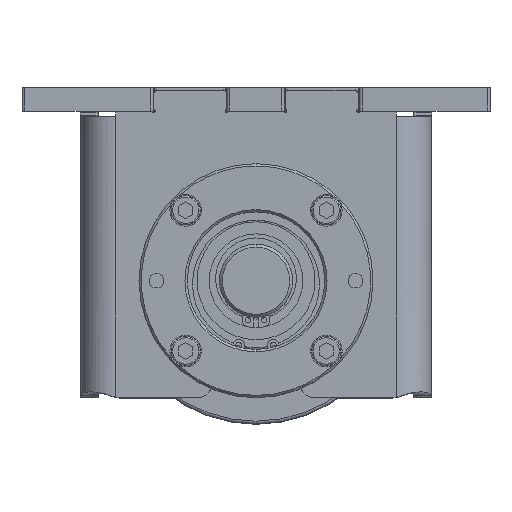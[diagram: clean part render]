
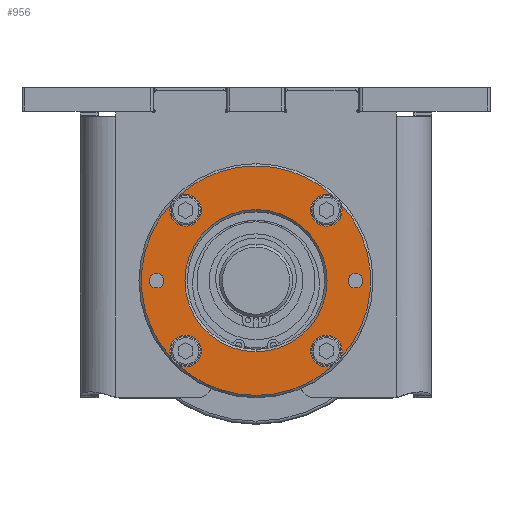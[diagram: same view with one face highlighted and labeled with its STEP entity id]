
A CAD part, top view. The second image highlights one B-rep face of the part: STEP entity #956.
In plain terms, the highlighted planar face has unit normal (0, 0, 1).
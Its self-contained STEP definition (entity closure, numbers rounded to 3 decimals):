
#956=ADVANCED_FACE('',(#2663,#2664,#2665,#2666),#2667,.T.);
#2663=FACE_OUTER_BOUND('',#5234,.T.);
#2664=FACE_BOUND('',#5235,.T.);
#2665=FACE_BOUND('',#5236,.T.);
#2666=FACE_BOUND('',#5237,.T.);
#2667=PLANE('',#5238);
#5234=EDGE_LOOP('',(#8731,#8732,#8733,#8734,#8735,#8736,#8737,#8738,#8739,#8740,#8741,#8742,#8743,#8744,#8745,#8746,#8747,#8748));
#5235=EDGE_LOOP('',(#8749,#8750));
#5236=EDGE_LOOP('',(#8751,#8752));
#5237=EDGE_LOOP('',(#8753,#8754));
#5238=AXIS2_PLACEMENT_3D('',#8755,#8756,#8757);
#8731=ORIENTED_EDGE('',*,*,#15986,.T.);
#8732=ORIENTED_EDGE('',*,*,#15987,.F.);
#8733=ORIENTED_EDGE('',*,*,#15988,.F.);
#8734=ORIENTED_EDGE('',*,*,#15989,.T.);
#8735=ORIENTED_EDGE('',*,*,#15990,.T.);
#8736=ORIENTED_EDGE('',*,*,#15991,.T.);
#8737=ORIENTED_EDGE('',*,*,#15992,.F.);
#8738=ORIENTED_EDGE('',*,*,#15993,.T.);
#8739=ORIENTED_EDGE('',*,*,#15994,.T.);
#8740=ORIENTED_EDGE('',*,*,#15995,.T.);
#8741=ORIENTED_EDGE('',*,*,#15996,.F.);
#8742=ORIENTED_EDGE('',*,*,#15997,.F.);
#8743=ORIENTED_EDGE('',*,*,#15998,.T.);
#8744=ORIENTED_EDGE('',*,*,#15999,.T.);
#8745=ORIENTED_EDGE('',*,*,#16000,.T.);
#8746=ORIENTED_EDGE('',*,*,#16001,.F.);
#8747=ORIENTED_EDGE('',*,*,#16002,.T.);
#8748=ORIENTED_EDGE('',*,*,#16003,.T.);
#8749=ORIENTED_EDGE('',*,*,#16004,.F.);
#8750=ORIENTED_EDGE('',*,*,#15923,.F.);
#8751=ORIENTED_EDGE('',*,*,#16005,.T.);
#8752=ORIENTED_EDGE('',*,*,#16006,.T.);
#8753=ORIENTED_EDGE('',*,*,#15984,.F.);
#8754=ORIENTED_EDGE('',*,*,#15981,.F.);
#8755=CARTESIAN_POINT('',(0.0,-58.0,41.65));
#8756=DIRECTION('',(0.0,0.0,1.0));
#8757=DIRECTION('',(1.0,0.0,0.0));
#15923=EDGE_CURVE('',#19051,#19053,#19054,.T.);
#15981=EDGE_CURVE('',#19156,#19158,#19159,.T.);
#15984=EDGE_CURVE('',#19158,#19156,#19162,.T.);
#15986=EDGE_CURVE('',#19164,#19165,#19166,.T.);
#15987=EDGE_CURVE('',#19167,#19165,#19168,.T.);
#15988=EDGE_CURVE('',#19169,#19167,#19170,.T.);
#15989=EDGE_CURVE('',#19169,#19171,#19172,.T.);
#15990=EDGE_CURVE('',#19171,#19173,#19174,.T.);
#15991=EDGE_CURVE('',#19173,#19175,#19176,.T.);
#15992=EDGE_CURVE('',#19177,#19175,#19178,.T.);
#15993=EDGE_CURVE('',#19177,#19179,#19180,.T.);
#15994=EDGE_CURVE('',#19179,#19181,#19182,.T.);
#15995=EDGE_CURVE('',#19181,#19183,#19184,.T.);
#15996=EDGE_CURVE('',#19185,#19183,#19186,.T.);
#15997=EDGE_CURVE('',#19187,#19185,#19188,.T.);
#15998=EDGE_CURVE('',#19187,#19189,#19190,.T.);
#15999=EDGE_CURVE('',#19189,#19191,#19192,.T.);
#16000=EDGE_CURVE('',#19191,#19193,#19194,.T.);
#16001=EDGE_CURVE('',#19195,#19193,#19196,.T.);
#16002=EDGE_CURVE('',#19195,#19197,#19198,.T.);
#16003=EDGE_CURVE('',#19197,#19164,#19199,.T.);
#16004=EDGE_CURVE('',#19053,#19051,#19200,.T.);
#16005=EDGE_CURVE('',#19201,#19202,#19203,.T.);
#16006=EDGE_CURVE('',#19202,#19201,#19204,.T.);
#19051=VERTEX_POINT('',#23442);
#19053=VERTEX_POINT('',#23445);
#19054=CIRCLE('',#23446,2.5);
#19156=VERTEX_POINT('',#23564);
#19158=VERTEX_POINT('',#23567);
#19159=CIRCLE('',#23568,2.5);
#19162=CIRCLE('',#23572,2.5);
#19164=VERTEX_POINT('',#23574);
#19165=VERTEX_POINT('',#23575);
#19166=CIRCLE('',#23576,5.4);
#19167=VERTEX_POINT('',#23577);
#19168=CIRCLE('',#23578,39.2);
#19169=VERTEX_POINT('',#23579);
#19170=CIRCLE('',#23580,39.2);
#19171=VERTEX_POINT('',#23581);
#19172=CIRCLE('',#23582,5.4);
#19173=VERTEX_POINT('',#23583);
#19174=CIRCLE('',#23584,5.4);
#19175=VERTEX_POINT('',#23585);
#19176=CIRCLE('',#23586,5.4);
#19177=VERTEX_POINT('',#23587);
#19178=CIRCLE('',#23588,39.2);
#19179=VERTEX_POINT('',#23589);
#19180=CIRCLE('',#23590,5.4);
#19181=VERTEX_POINT('',#23591);
#19182=CIRCLE('',#23592,5.4);
#19183=VERTEX_POINT('',#23593);
#19184=CIRCLE('',#23594,5.4);
#19185=VERTEX_POINT('',#23595);
#19186=CIRCLE('',#23596,39.2);
#19187=VERTEX_POINT('',#23597);
#19188=CIRCLE('',#23598,39.2);
#19189=VERTEX_POINT('',#23599);
#19190=CIRCLE('',#23600,5.4);
#19191=VERTEX_POINT('',#23601);
#19192=CIRCLE('',#23602,5.4);
#19193=VERTEX_POINT('',#23603);
#19194=CIRCLE('',#23604,5.4);
#19195=VERTEX_POINT('',#23605);
#19196=CIRCLE('',#23606,39.2);
#19197=VERTEX_POINT('',#23607);
#19198=CIRCLE('',#23608,5.4);
#19199=CIRCLE('',#23609,5.4);
#19200=CIRCLE('',#23610,2.5);
#19201=VERTEX_POINT('',#23611);
#19202=VERTEX_POINT('',#23612);
#19203=CIRCLE('',#23613,24.3);
#19204=CIRCLE('',#23614,24.3);
#23442=CARTESIAN_POINT('',(36.5,-58.0,41.65));
#23445=CARTESIAN_POINT('',(31.5,-58.0,41.65));
#23446=AXIS2_PLACEMENT_3D('',#29185,#29186,#29187);
#23564=CARTESIAN_POINT('',(-36.5,-58.0,41.65));
#23567=CARTESIAN_POINT('',(-31.5,-58.0,41.65));
#23568=AXIS2_PLACEMENT_3D('',#29310,#29311,#29312);
#23572=AXIS2_PLACEMENT_3D('',#29314,#29315,#29316);
#23574=CARTESIAN_POINT('',(-18.642,-82.042,41.65));
#23575=CARTESIAN_POINT('',(-26.591,-86.802,41.65));
#23576=AXIS2_PLACEMENT_3D('',#29317,#29318,#29319);
#23577=CARTESIAN_POINT('',(0.,-97.2,41.65));
#23578=AXIS2_PLACEMENT_3D('',#29320,#29321,#29322);
#23579=CARTESIAN_POINT('',(26.591,-86.802,41.65));
#23580=AXIS2_PLACEMENT_3D('',#29323,#29324,#29325);
#23581=CARTESIAN_POINT('',(18.642,-82.042,41.65));
#23582=AXIS2_PLACEMENT_3D('',#29326,#29327,#29328);
#23583=CARTESIAN_POINT('',(29.442,-82.042,41.65));
#23584=AXIS2_PLACEMENT_3D('',#29329,#29330,#29331);
#23585=CARTESIAN_POINT('',(28.802,-84.591,41.65));
#23586=AXIS2_PLACEMENT_3D('',#29332,#29333,#29334);
#23587=CARTESIAN_POINT('',(28.802,-31.409,41.65));
#23588=AXIS2_PLACEMENT_3D('',#29335,#29336,#29337);
#23589=CARTESIAN_POINT('',(29.442,-33.958,41.65));
#23590=AXIS2_PLACEMENT_3D('',#29338,#29339,#29340);
#23591=CARTESIAN_POINT('',(18.642,-33.958,41.65));
#23592=AXIS2_PLACEMENT_3D('',#29341,#29342,#29343);
#23593=CARTESIAN_POINT('',(26.591,-29.198,41.65));
#23594=AXIS2_PLACEMENT_3D('',#29344,#29345,#29346);
#23595=CARTESIAN_POINT('',(0.,-18.8,41.65));
#23596=AXIS2_PLACEMENT_3D('',#29347,#29348,#29349);
#23597=CARTESIAN_POINT('',(-26.591,-29.198,41.65));
#23598=AXIS2_PLACEMENT_3D('',#29350,#29351,#29352);
#23599=CARTESIAN_POINT('',(-18.642,-33.958,41.65));
#23600=AXIS2_PLACEMENT_3D('',#29353,#29354,#29355);
#23601=CARTESIAN_POINT('',(-29.442,-33.958,41.65));
#23602=AXIS2_PLACEMENT_3D('',#29356,#29357,#29358);
#23603=CARTESIAN_POINT('',(-28.802,-31.409,41.65));
#23604=AXIS2_PLACEMENT_3D('',#29359,#29360,#29361);
#23605=CARTESIAN_POINT('',(-28.802,-84.591,41.65));
#23606=AXIS2_PLACEMENT_3D('',#29362,#29363,#29364);
#23607=CARTESIAN_POINT('',(-29.442,-82.042,41.65));
#23608=AXIS2_PLACEMENT_3D('',#29365,#29366,#29367);
#23609=AXIS2_PLACEMENT_3D('',#29368,#29369,#29370);
#23610=AXIS2_PLACEMENT_3D('',#29371,#29372,#29373);
#23611=CARTESIAN_POINT('',(0.0,-82.3,41.65));
#23612=CARTESIAN_POINT('',(0.0,-33.7,41.65));
#23613=AXIS2_PLACEMENT_3D('',#29374,#29375,#29376);
#23614=AXIS2_PLACEMENT_3D('',#29377,#29378,#29379);
#29185=CARTESIAN_POINT('',(34.0,-58.0,41.65));
#29186=DIRECTION('',(0.0,0.0,1.0));
#29187=DIRECTION('',(1.0,0.0,0.0));
#29310=CARTESIAN_POINT('',(-34.0,-58.0,41.65));
#29311=DIRECTION('',(0.0,0.0,1.0));
#29312=DIRECTION('',(-1.0,0.0,0.0));
#29314=CARTESIAN_POINT('',(-34.0,-58.0,41.65));
#29315=DIRECTION('',(0.0,0.0,1.0));
#29316=DIRECTION('',(1.0,0.0,0.0));
#29317=CARTESIAN_POINT('',(-24.042,-82.042,41.65));
#29318=DIRECTION('',(0.0,0.0,-1.0));
#29319=DIRECTION('',(1.0,0.0,0.0));
#29320=CARTESIAN_POINT('',(0.0,-58.0,41.65));
#29321=DIRECTION('',(0.0,0.0,-1.0));
#29322=DIRECTION('',(0.0,-1.0,0.0));
#29323=CARTESIAN_POINT('',(0.0,-58.0,41.65));
#29324=DIRECTION('',(0.0,0.0,-1.0));
#29325=DIRECTION('',(0.678,-0.735,0.0));
#29326=CARTESIAN_POINT('',(24.042,-82.042,41.65));
#29327=DIRECTION('',(0.0,0.0,-1.0));
#29328=DIRECTION('',(0.472,-0.882,0.0));
#29329=CARTESIAN_POINT('',(24.042,-82.042,41.65));
#29330=DIRECTION('',(0.0,0.0,-1.0));
#29331=DIRECTION('',(-1.0,0.0,0.0));
#29332=CARTESIAN_POINT('',(24.042,-82.042,41.65));
#29333=DIRECTION('',(0.0,0.0,-1.0));
#29334=DIRECTION('',(1.0,0.0,0.0));
#29335=CARTESIAN_POINT('',(0.0,-58.0,41.65));
#29336=DIRECTION('',(0.0,0.0,-1.0));
#29337=DIRECTION('',(0.735,0.678,0.0));
#29338=CARTESIAN_POINT('',(24.042,-33.958,41.65));
#29339=DIRECTION('',(0.0,0.0,-1.0));
#29340=DIRECTION('',(0.882,0.472,0.0));
#29341=CARTESIAN_POINT('',(24.042,-33.958,41.65));
#29342=DIRECTION('',(0.0,0.0,-1.0));
#29343=DIRECTION('',(1.0,0.0,0.0));
#29344=CARTESIAN_POINT('',(24.042,-33.958,41.65));
#29345=DIRECTION('',(0.0,0.0,-1.0));
#29346=DIRECTION('',(-1.0,0.0,0.0));
#29347=CARTESIAN_POINT('',(0.0,-58.0,41.65));
#29348=DIRECTION('',(0.0,0.0,-1.0));
#29349=DIRECTION('',(0.0,1.0,0.0));
#29350=CARTESIAN_POINT('',(0.0,-58.0,41.65));
#29351=DIRECTION('',(0.0,0.0,-1.0));
#29352=DIRECTION('',(-0.678,0.735,0.0));
#29353=CARTESIAN_POINT('',(-24.042,-33.958,41.65));
#29354=DIRECTION('',(0.0,0.0,-1.0));
#29355=DIRECTION('',(-0.472,0.882,0.0));
#29356=CARTESIAN_POINT('',(-24.042,-33.958,41.65));
#29357=DIRECTION('',(0.0,0.0,-1.0));
#29358=DIRECTION('',(1.0,0.0,0.0));
#29359=CARTESIAN_POINT('',(-24.042,-33.958,41.65));
#29360=DIRECTION('',(0.0,0.0,-1.0));
#29361=DIRECTION('',(-1.0,0.0,0.0));
#29362=CARTESIAN_POINT('',(0.0,-58.0,41.65));
#29363=DIRECTION('',(-0.0,0.0,-1.0));
#29364=DIRECTION('',(-0.735,-0.678,0.0));
#29365=CARTESIAN_POINT('',(-24.042,-82.042,41.65));
#29366=DIRECTION('',(-0.0,0.0,-1.0));
#29367=DIRECTION('',(-0.882,-0.472,0.0));
#29368=CARTESIAN_POINT('',(-24.042,-82.042,41.65));
#29369=DIRECTION('',(0.0,0.0,-1.0));
#29370=DIRECTION('',(-1.0,0.0,0.0));
#29371=CARTESIAN_POINT('',(34.0,-58.0,41.65));
#29372=DIRECTION('',(0.0,0.0,1.0));
#29373=DIRECTION('',(-1.0,0.0,0.0));
#29374=CARTESIAN_POINT('',(0.0,-58.0,41.65));
#29375=DIRECTION('',(0.0,0.0,-1.0));
#29376=DIRECTION('',(0.0,-1.0,0.0));
#29377=CARTESIAN_POINT('',(0.0,-58.0,41.65));
#29378=DIRECTION('',(0.0,0.0,-1.0));
#29379=DIRECTION('',(0.0,1.0,0.0));
